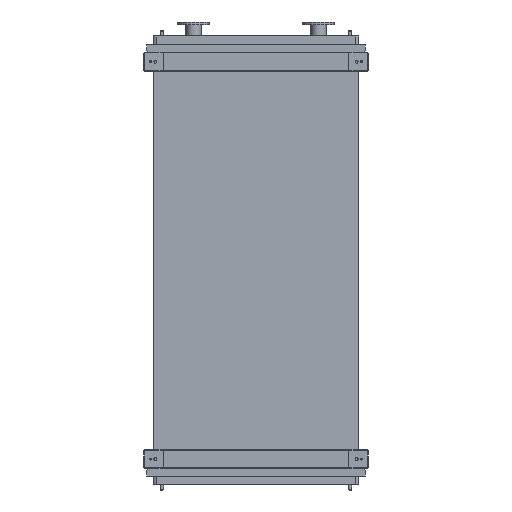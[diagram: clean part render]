
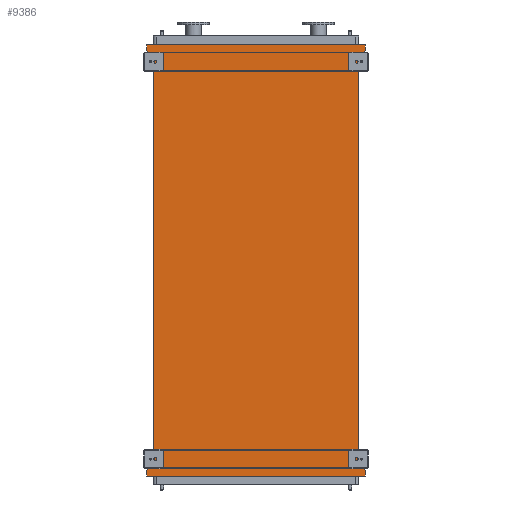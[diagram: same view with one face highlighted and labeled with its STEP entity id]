
A CAD part, front view. The second image highlights one B-rep face of the part: STEP entity #9386.
In plain terms, the highlighted planar face has unit normal (0, -1, 0).
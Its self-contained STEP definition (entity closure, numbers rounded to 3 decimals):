
#142 = LINE ( 'NONE', #12877, #9807 ) ;
#474 = CARTESIAN_POINT ( 'NONE',  ( 725., 0., 0. ) ) ;
#856 = CARTESIAN_POINT ( 'NONE',  ( -725., 0., -2850. ) ) ;
#955 = ORIENTED_EDGE ( 'NONE', *, *, #15413, .F. ) ;
#1468 = CARTESIAN_POINT ( 'NONE',  ( -725., 0., -2850. ) ) ;
#1484 = CARTESIAN_POINT ( 'NONE',  ( -771., 0., -2903. ) ) ;
#1600 = ORIENTED_EDGE ( 'NONE', *, *, #16170, .F. ) ;
#1699 = CARTESIAN_POINT ( 'NONE',  ( -725., 0., 0. ) ) ;
#2008 = AXIS2_PLACEMENT_3D ( 'NONE', #1468, #18340, #7287 ) ;
#2760 = VECTOR ( 'NONE', #18428, 1000. ) ;
#2897 = VERTEX_POINT ( 'NONE', #17623 ) ;
#3204 = CARTESIAN_POINT ( 'NONE',  ( -771., 0., 53. ) ) ;
#3282 = LINE ( 'NONE', #23121, #12590 ) ;
#3372 = LINE ( 'NONE', #11005, #2760 ) ;
#3741 = ORIENTED_EDGE ( 'NONE', *, *, #12347, .F. ) ;
#3893 = VERTEX_POINT ( 'NONE', #10777 ) ;
#4848 = EDGE_CURVE ( 'NONE', #3893, #14464, #19764, .T. ) ;
#4984 = ORIENTED_EDGE ( 'NONE', *, *, #22079, .F. ) ;
#5150 = VECTOR ( 'NONE', #20324, 1000. ) ;
#5388 = PLANE ( 'NONE',  #2008 ) ;
#5459 = VECTOR ( 'NONE', #23955, 1000. ) ;
#5874 = VECTOR ( 'NONE', #17103, 1000. ) ;
#6074 = CARTESIAN_POINT ( 'NONE',  ( 725., 0., -2850. ) ) ;
#6206 = LINE ( 'NONE', #1699, #20910 ) ;
#6459 = DIRECTION ( 'NONE',  ( 0.655, 0., -0.755 ) ) ;
#6660 = VERTEX_POINT ( 'NONE', #9897 ) ;
#7287 = DIRECTION ( 'NONE',  ( 0., 0., -1. ) ) ;
#7878 = CARTESIAN_POINT ( 'NONE',  ( -771., 0., -2903. ) ) ;
#8582 = DIRECTION ( 'NONE',  ( 1., 0., 0. ) ) ;
#9386 = ADVANCED_FACE ( 'NONE', ( #19994 ), #5388, .T. ) ;
#9807 = VECTOR ( 'NONE', #14864, 1000. ) ;
#9854 = VECTOR ( 'NONE', #17056, 1000. ) ;
#9897 = CARTESIAN_POINT ( 'NONE',  ( 771., 0., -2903. ) ) ;
#9923 = VECTOR ( 'NONE', #8582, 1000. ) ;
#10231 = EDGE_CURVE ( 'NONE', #18452, #16392, #10406, .T. ) ;
#10316 = EDGE_LOOP ( 'NONE', ( #13016, #18009, #3741, #13648, #18579, #19176, #4984, #14882, #20293, #955, #1600, #11551 ) ) ;
#10406 = LINE ( 'NONE', #18881, #9854 ) ;
#10777 = CARTESIAN_POINT ( 'NONE',  ( -771., 0., 95. ) ) ;
#10827 = DIRECTION ( 'NONE',  ( 0., 0., -1. ) ) ;
#11005 = CARTESIAN_POINT ( 'NONE',  ( -771., 0., -2945. ) ) ;
#11049 = CARTESIAN_POINT ( 'NONE',  ( 771., 0., -2945. ) ) ;
#11419 = CARTESIAN_POINT ( 'NONE',  ( -725., 0., -2850. ) ) ;
#11551 = ORIENTED_EDGE ( 'NONE', *, *, #17256, .F. ) ;
#12010 = EDGE_CURVE ( 'NONE', #21099, #16392, #14446, .T. ) ;
#12347 = EDGE_CURVE ( 'NONE', #14464, #21099, #23580, .T. ) ;
#12590 = VECTOR ( 'NONE', #6459, 1000. ) ;
#12877 = CARTESIAN_POINT ( 'NONE',  ( 771., 0., -2903. ) ) ;
#13012 = VERTEX_POINT ( 'NONE', #856 ) ;
#13016 = ORIENTED_EDGE ( 'NONE', *, *, #10231, .T. ) ;
#13124 = EDGE_CURVE ( 'NONE', #17876, #3893, #24077, .T. ) ;
#13153 = VERTEX_POINT ( 'NONE', #1484 ) ;
#13632 = EDGE_CURVE ( 'NONE', #2897, #17876, #6206, .T. ) ;
#13648 = ORIENTED_EDGE ( 'NONE', *, *, #4848, .F. ) ;
#13689 = VECTOR ( 'NONE', #20668, 1000. ) ;
#14077 = CARTESIAN_POINT ( 'NONE',  ( -771., 0., 95. ) ) ;
#14378 = VECTOR ( 'NONE', #21680, 1000. ) ;
#14446 = LINE ( 'NONE', #23979, #5150 ) ;
#14464 = VERTEX_POINT ( 'NONE', #17249 ) ;
#14609 = EDGE_CURVE ( 'NONE', #13153, #13012, #16344, .T. ) ;
#14864 = DIRECTION ( 'NONE',  ( 0., 0., -1. ) ) ;
#14882 = ORIENTED_EDGE ( 'NONE', *, *, #14609, .F. ) ;
#14899 = DIRECTION ( 'NONE',  ( -0.655, 0., 0.755 ) ) ;
#14947 = EDGE_CURVE ( 'NONE', #17355, #13153, #3372, .T. ) ;
#15391 = LINE ( 'NONE', #11049, #5459 ) ;
#15413 = EDGE_CURVE ( 'NONE', #20528, #17355, #15391, .T. ) ;
#16170 = EDGE_CURVE ( 'NONE', #6660, #20528, #142, .T. ) ;
#16191 = CARTESIAN_POINT ( 'NONE',  ( -771., 0., -2945. ) ) ;
#16196 = CARTESIAN_POINT ( 'NONE',  ( 771., 0., 53. ) ) ;
#16344 = LINE ( 'NONE', #7878, #5874 ) ;
#16392 = VERTEX_POINT ( 'NONE', #474 ) ;
#16923 = CARTESIAN_POINT ( 'NONE',  ( 771., 0., -2945. ) ) ;
#17056 = DIRECTION ( 'NONE',  ( 0., 0., 1. ) ) ;
#17103 = DIRECTION ( 'NONE',  ( 0.655, 0., 0.755 ) ) ;
#17249 = CARTESIAN_POINT ( 'NONE',  ( 771., 0., 95. ) ) ;
#17256 = EDGE_CURVE ( 'NONE', #18452, #6660, #3282, .T. ) ;
#17355 = VERTEX_POINT ( 'NONE', #16191 ) ;
#17623 = CARTESIAN_POINT ( 'NONE',  ( -725., 0., 0. ) ) ;
#17876 = VERTEX_POINT ( 'NONE', #22697 ) ;
#18009 = ORIENTED_EDGE ( 'NONE', *, *, #12010, .F. ) ;
#18340 = DIRECTION ( 'NONE',  ( 0., -1., 0. ) ) ;
#18428 = DIRECTION ( 'NONE',  ( 0., 0., 1. ) ) ;
#18452 = VERTEX_POINT ( 'NONE', #6074 ) ;
#18579 = ORIENTED_EDGE ( 'NONE', *, *, #13124, .F. ) ;
#18617 = LINE ( 'NONE', #11419, #13689 ) ;
#18881 = CARTESIAN_POINT ( 'NONE',  ( 725., 0., -2850. ) ) ;
#19176 = ORIENTED_EDGE ( 'NONE', *, *, #13632, .F. ) ;
#19764 = LINE ( 'NONE', #14077, #9923 ) ;
#19994 = FACE_OUTER_BOUND ( 'NONE', #10316, .T. ) ;
#20293 = ORIENTED_EDGE ( 'NONE', *, *, #14947, .F. ) ;
#20324 = DIRECTION ( 'NONE',  ( -0.655, 0., -0.755 ) ) ;
#20528 = VERTEX_POINT ( 'NONE', #16923 ) ;
#20668 = DIRECTION ( 'NONE',  ( 0., 0., 1. ) ) ;
#20910 = VECTOR ( 'NONE', #14899, 1000. ) ;
#21099 = VERTEX_POINT ( 'NONE', #16196 ) ;
#21680 = DIRECTION ( 'NONE',  ( 0., 0., 1. ) ) ;
#22079 = EDGE_CURVE ( 'NONE', #13012, #2897, #18617, .T. ) ;
#22697 = CARTESIAN_POINT ( 'NONE',  ( -771., 0., 53. ) ) ;
#23013 = VECTOR ( 'NONE', #10827, 1000. ) ;
#23121 = CARTESIAN_POINT ( 'NONE',  ( 725., 0., -2850. ) ) ;
#23580 = LINE ( 'NONE', #23723, #23013 ) ;
#23723 = CARTESIAN_POINT ( 'NONE',  ( 771., 0., 95. ) ) ;
#23955 = DIRECTION ( 'NONE',  ( -1., 0., 0. ) ) ;
#23979 = CARTESIAN_POINT ( 'NONE',  ( 771., 0., 53. ) ) ;
#24077 = LINE ( 'NONE', #3204, #14378 ) ;
